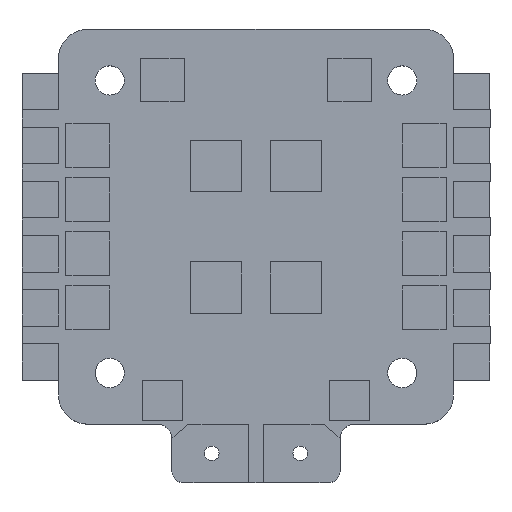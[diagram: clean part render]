
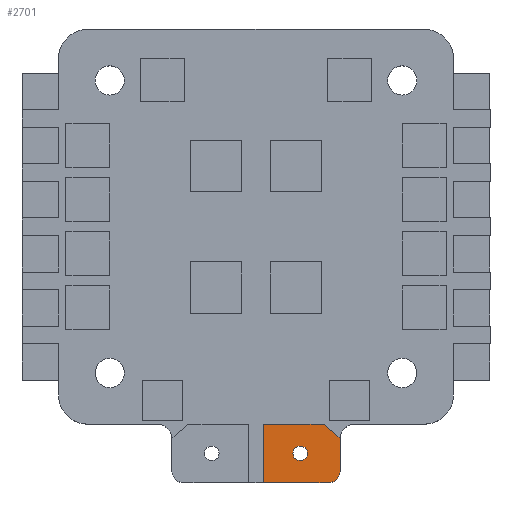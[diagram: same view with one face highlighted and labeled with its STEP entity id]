
A CAD part, top view. The second image highlights one B-rep face of the part: STEP entity #2701.
In plain terms, the highlighted planar face has unit normal (0, 0, 1).
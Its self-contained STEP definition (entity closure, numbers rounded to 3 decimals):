
#91 = VECTOR ( 'NONE', #5713, 1000. ) ;
#93 = CARTESIAN_POINT ( 'NONE',  ( 5., -16.74, 1.59 ) ) ;
#284 = CARTESIAN_POINT ( 'NONE',  ( 3.029, -15.495, 1.59 ) ) ;
#404 = ORIENTED_EDGE ( 'NONE', *, *, #8278, .F. ) ;
#412 = VERTEX_POINT ( 'NONE', #1783 ) ;
#586 = AXIS2_PLACEMENT_3D ( 'NONE', #93, #2134, #4373 ) ;
#705 = CIRCLE ( 'NONE', #6350, 0.5 ) ;
#735 = CARTESIAN_POINT ( 'NONE',  ( 3.125, -15.5, 1.59 ) ) ;
#824 = EDGE_CURVE ( 'NONE', #8120, #9121, #2685, .T. ) ;
#940 = CARTESIAN_POINT ( 'NONE',  ( 2.529, -15.495, 1.59 ) ) ;
#1277 = VERTEX_POINT ( 'NONE', #8003 ) ;
#1557 = FACE_OUTER_BOUND ( 'NONE', #3611, .T. ) ;
#1783 = CARTESIAN_POINT ( 'NONE',  ( 0.5, -13.5, 1.59 ) ) ;
#1857 = CARTESIAN_POINT ( 'NONE',  ( 5.53, -17.27, 1.59 ) ) ;
#2015 = VERTEX_POINT ( 'NONE', #1857 ) ;
#2049 = EDGE_CURVE ( 'NONE', #2870, #1277, #4704, .T. ) ;
#2123 = DIRECTION ( 'NONE',  ( 0., -1., 0. ) ) ;
#2134 = DIRECTION ( 'NONE',  ( 0., 0., -1. ) ) ;
#2197 = ORIENTED_EDGE ( 'NONE', *, *, #7564, .T. ) ;
#2431 = EDGE_LOOP ( 'NONE', ( #3340, #6980 ) ) ;
#2645 = VECTOR ( 'NONE', #4070, 1000. ) ;
#2685 = CIRCLE ( 'NONE', #3120, 0.5 ) ;
#2701 = ADVANCED_FACE ( 'NONE', ( #8498, #1557 ), #8677, .F. ) ;
#2791 = CARTESIAN_POINT ( 'NONE',  ( 3.529, -15.495, 1.59 ) ) ;
#2870 = VERTEX_POINT ( 'NONE', #5287 ) ;
#2871 = LINE ( 'NONE', #8644, #91 ) ;
#2927 = CIRCLE ( 'NONE', #4125, 0.75 ) ;
#3040 = DIRECTION ( 'NONE',  ( 0.707, -0.707, 0. ) ) ;
#3120 = AXIS2_PLACEMENT_3D ( 'NONE', #284, #3911, #7403 ) ;
#3141 = ORIENTED_EDGE ( 'NONE', *, *, #3763, .F. ) ;
#3145 = VERTEX_POINT ( 'NONE', #6354 ) ;
#3340 = ORIENTED_EDGE ( 'NONE', *, *, #6529, .T. ) ;
#3437 = VERTEX_POINT ( 'NONE', #4989 ) ;
#3611 = EDGE_LOOP ( 'NONE', ( #7736, #8727, #5769, #2197, #3141, #404, #4846 ) ) ;
#3618 = CARTESIAN_POINT ( 'NONE',  ( 5.75, -14.5, 1.59 ) ) ;
#3705 = CARTESIAN_POINT ( 'NONE',  ( 5., -16.74, 1.59 ) ) ;
#3763 = EDGE_CURVE ( 'NONE', #2015, #3437, #2927, .T. ) ;
#3911 = DIRECTION ( 'NONE',  ( 0., 0., -1. ) ) ;
#3956 = AXIS2_PLACEMENT_3D ( 'NONE', #735, #4924, #2123 ) ;
#4070 = DIRECTION ( 'NONE',  ( 1., 0., 0. ) ) ;
#4125 = AXIS2_PLACEMENT_3D ( 'NONE', #3705, #9155, #3040 ) ;
#4224 = EDGE_CURVE ( 'NONE', #2870, #3145, #5848, .T. ) ;
#4373 = DIRECTION ( 'NONE',  ( 0.707, -0.707, 0. ) ) ;
#4619 = DIRECTION ( 'NONE',  ( -0.736, 0.677, 0. ) ) ;
#4704 = LINE ( 'NONE', #6705, #8852 ) ;
#4728 = LINE ( 'NONE', #5418, #2645 ) ;
#4846 = ORIENTED_EDGE ( 'NONE', *, *, #4224, .F. ) ;
#4848 = DIRECTION ( 'NONE',  ( 0., 0., -1. ) ) ;
#4924 = DIRECTION ( 'NONE',  ( 0., 0., -1. ) ) ;
#4940 = LINE ( 'NONE', #7774, #7701 ) ;
#4989 = CARTESIAN_POINT ( 'NONE',  ( 5., -17.49, 1.59 ) ) ;
#5287 = CARTESIAN_POINT ( 'NONE',  ( 5.75, -14.5, 1.59 ) ) ;
#5418 = CARTESIAN_POINT ( 'NONE',  ( 5.75, -13.5, 1.59 ) ) ;
#5490 = CIRCLE ( 'NONE', #586, 0.75 ) ;
#5545 = EDGE_CURVE ( 'NONE', #8209, #412, #2871, .T. ) ;
#5713 = DIRECTION ( 'NONE',  ( 0., 1., 0. ) ) ;
#5769 = ORIENTED_EDGE ( 'NONE', *, *, #5545, .F. ) ;
#5848 = LINE ( 'NONE', #3618, #7211 ) ;
#6068 = DIRECTION ( 'NONE',  ( -1., 0., 0. ) ) ;
#6350 = AXIS2_PLACEMENT_3D ( 'NONE', #6893, #4848, #6068 ) ;
#6354 = CARTESIAN_POINT ( 'NONE',  ( 5.75, -16.74, 1.59 ) ) ;
#6529 = EDGE_CURVE ( 'NONE', #9121, #8120, #705, .T. ) ;
#6705 = CARTESIAN_POINT ( 'NONE',  ( 4.745, -13.575, 1.59 ) ) ;
#6893 = CARTESIAN_POINT ( 'NONE',  ( 3.029, -15.495, 1.59 ) ) ;
#6980 = ORIENTED_EDGE ( 'NONE', *, *, #824, .T. ) ;
#7076 = DIRECTION ( 'NONE',  ( 1., 0., 0. ) ) ;
#7211 = VECTOR ( 'NONE', #8642, 1000. ) ;
#7282 = EDGE_CURVE ( 'NONE', #412, #1277, #4728, .T. ) ;
#7403 = DIRECTION ( 'NONE',  ( -1., 0., 0. ) ) ;
#7564 = EDGE_CURVE ( 'NONE', #8209, #3437, #4940, .T. ) ;
#7701 = VECTOR ( 'NONE', #7076, 1000. ) ;
#7736 = ORIENTED_EDGE ( 'NONE', *, *, #2049, .T. ) ;
#7774 = CARTESIAN_POINT ( 'NONE',  ( 3.125, -17.49, 1.59 ) ) ;
#8003 = CARTESIAN_POINT ( 'NONE',  ( 4.663, -13.5, 1.59 ) ) ;
#8120 = VERTEX_POINT ( 'NONE', #2791 ) ;
#8209 = VERTEX_POINT ( 'NONE', #9025 ) ;
#8278 = EDGE_CURVE ( 'NONE', #3145, #2015, #5490, .T. ) ;
#8498 = FACE_BOUND ( 'NONE', #2431, .T. ) ;
#8642 = DIRECTION ( 'NONE',  ( 0., -1., 0. ) ) ;
#8644 = CARTESIAN_POINT ( 'NONE',  ( 0.5, -13.5, 1.59 ) ) ;
#8677 = PLANE ( 'NONE',  #3956 ) ;
#8727 = ORIENTED_EDGE ( 'NONE', *, *, #7282, .F. ) ;
#8852 = VECTOR ( 'NONE', #4619, 1000. ) ;
#9025 = CARTESIAN_POINT ( 'NONE',  ( 0.5, -17.49, 1.59 ) ) ;
#9121 = VERTEX_POINT ( 'NONE', #940 ) ;
#9155 = DIRECTION ( 'NONE',  ( 0., 0., -1. ) ) ;
